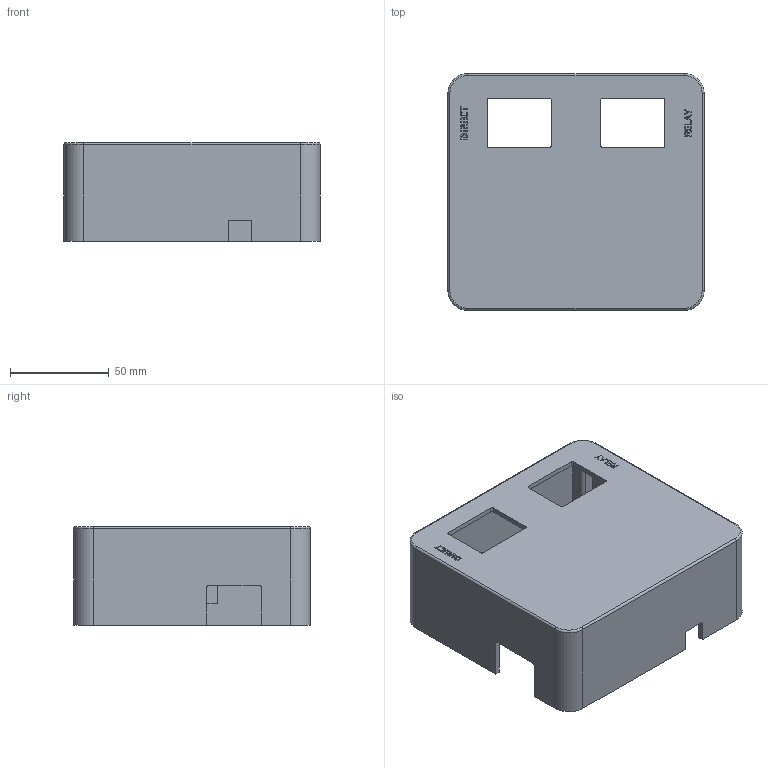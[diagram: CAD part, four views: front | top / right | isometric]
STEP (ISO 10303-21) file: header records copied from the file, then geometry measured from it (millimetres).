
FILE_DESCRIPTION(/* description */ ('STEP AP242','CAx-IF Rec.Pracs.---Representation and Presentation of Product Manufacturing Information (PMI)---4.0---2014-10-13','CAx-IF Rec.Pracs.---3D Tessellated Geometry---0.4---2014-09-14','2;1'),/* implementation_level */ '2;1');
FILE_NAME(/* name */ '6393937e42856b22a2b369cf',/* time_stamp */ '2022-12-09T19:58:56+00:00',/* author */ (''),/* organization */ (''),/* preprocessor_version */ 'ST-DEVELOPER v18.102',/* originating_system */ ' ',/* authorisation */ ' ');
FILE_SCHEMA (('AP242_MANAGED_MODEL_BASED_3D_ENGINEERING_MIM_LF { 1 0 10303 442 1 1 4 }'));
Length unit declared in the file: metre
Products named in the file (1): Top
Bounding box: 130 x 120 x 50 mm (x, y, z)
Volume: 103390.9 mm3; surface area: 78828.9 mm2
Topology: 1 solids, 1 shells, 243 faces, 649 edges, 431 vertices
Faces by surface type: plane 166, bspline 37, cylinder 36, torus 4
Full cylindrical faces by diameter (mm): 2 x4, 2.2 x2
Entity records: 7600 total; most frequent: CARTESIAN_POINT 1719, ORIENTED_EDGE 1280, DIRECTION 1056, EDGE_CURVE 640, LINE 490, VECTOR 490, VERTEX_POINT 428, AXIS2_PLACEMENT_3D 283
